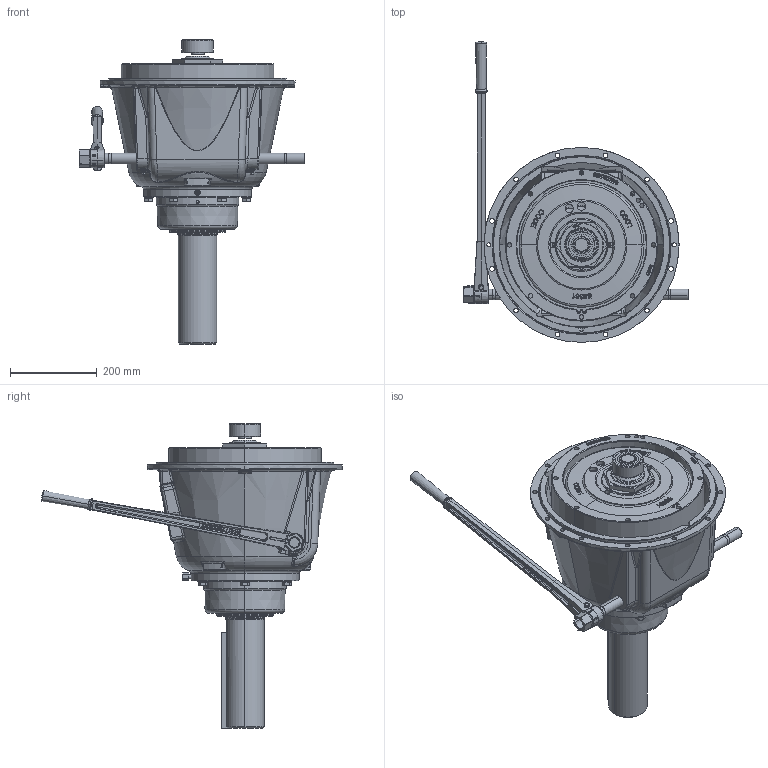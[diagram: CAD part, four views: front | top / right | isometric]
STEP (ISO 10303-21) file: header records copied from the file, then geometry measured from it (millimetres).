
FILE_DESCRIPTION (( 'STEP AP214' ), '1' );
FILE_NAME ('SP311P306.STEP', '2013-11-22T21:50:58', ( 'Windows User' ), ( '' ), 'SwSTEP 2.0', 'SolidWorks 2010', '' );
FILE_SCHEMA (( 'AUTOMOTIVE_DESIGN' ));
Length unit declared in the file: inch
Products named in the file (1): SP311P306
Bounding box: 520.9 x 695.63 x 703.83 mm (x, y, z)
Surface area: 1351876.5 mm2 (no closed solid volume)
Topology: 0 solids, 86 shells, 1361 faces, 4950 edges, 3523 vertices
Faces by surface type: plane 392, bspline 353, cylinder 298, cone 146, torus 139, sphere 33
Entity records: 96664 total; most frequent: CARTESIAN_POINT 41792, ORIENTED_EDGE 7583, DIRECTION 6633, EDGE_CURVE 4909, VERTEX_POINT 3512, AXIS2_PLACEMENT_3D 2493, LINE 1647, VECTOR 1647
